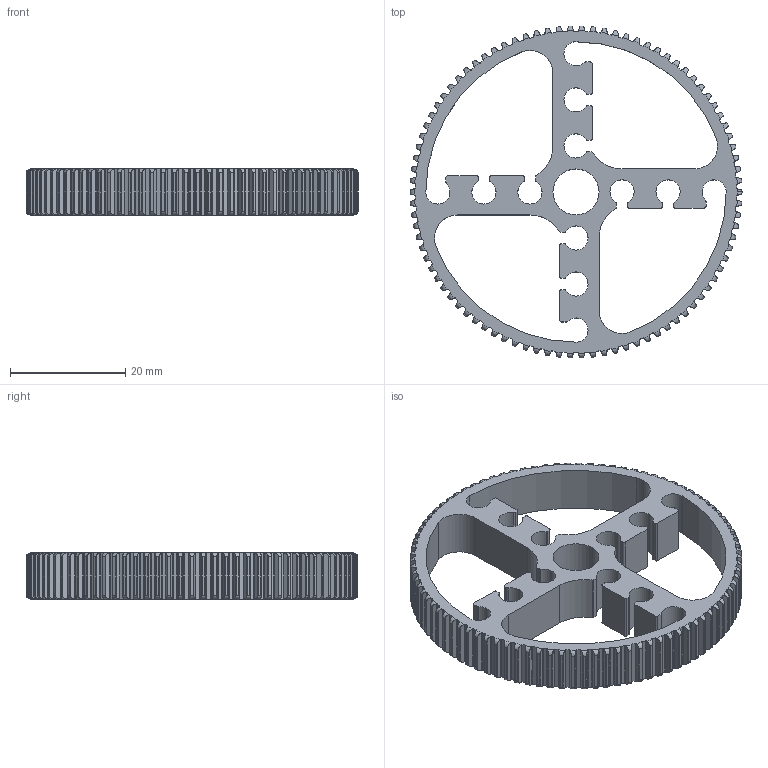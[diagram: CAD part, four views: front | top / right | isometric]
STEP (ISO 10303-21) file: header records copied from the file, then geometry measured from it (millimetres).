
FILE_DESCRIPTION (( 'STEP AP214' ), '1' );
FILE_NAME ('Timing Pulley 90T肮祭湍謫.step', '2016-10-28T04:16:54', ( 'dell' ), ( '' ), 'SwSTEP 2.0', 'SolidWorks 2013', '' );
FILE_SCHEMA (( 'AUTOMOTIVE_DESIGN' ));
Length unit declared in the file: millimetre
Products named in the file (1): Timing Pulley 90T肮祭湍謫
Bounding box: 57.7 x 57.68 x 8 mm (x, y, z)
Volume: 6774.7 mm3; surface area: 7508.3 mm2
Topology: 1 solids, 1 shells, 1016 faces, 3040 edges, 2026 vertices
Faces by surface type: cylinder 530, plane 304, torus 182
Entity records: 38006 total; most frequent: CARTESIAN_POINT 11123, ORIENTED_EDGE 6080, DIRECTION 5238, EDGE_CURVE 3040, VERTEX_POINT 2026, AXIS2_PLACEMENT_3D 1901, VECTOR 1436, LINE 1436
